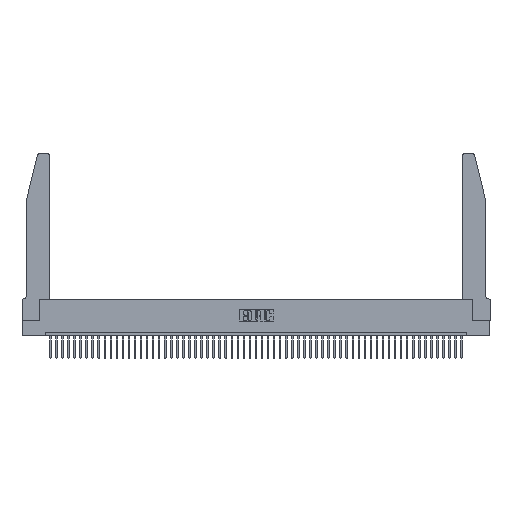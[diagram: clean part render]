
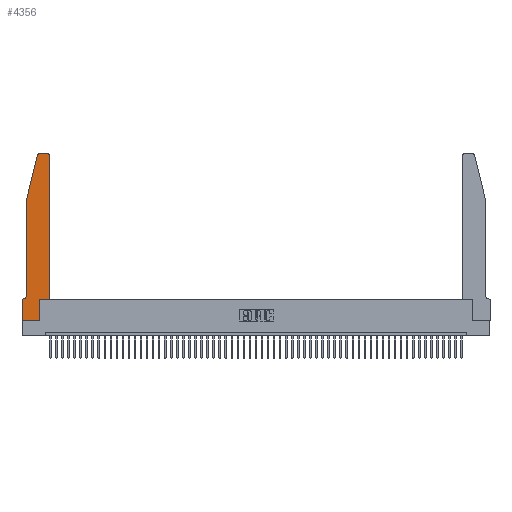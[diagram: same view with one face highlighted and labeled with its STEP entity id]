
A CAD part, top view. The second image highlights one B-rep face of the part: STEP entity #4356.
In plain terms, the highlighted planar face has unit normal (0, 0, 1).
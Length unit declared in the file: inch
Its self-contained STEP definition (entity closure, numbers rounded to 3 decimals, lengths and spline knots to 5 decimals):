
#16 = DIRECTION ( 'NONE',  ( 0., -1., 0. ) ) ;
#44 = VERTEX_POINT ( 'NONE', #3230 ) ;
#458 = CARTESIAN_POINT ( 'NONE',  ( 0.284, 2.72, 0.37 ) ) ;
#555 = DIRECTION ( 'NONE',  ( -1., 0., 0. ) ) ;
#1898 = DIRECTION ( 'NONE',  ( 0., 0., 1. ) ) ;
#3230 = CARTESIAN_POINT ( 'NONE',  ( 0.0755, 0.42, 0.37 ) ) ;
#3314 = CARTESIAN_POINT ( 'NONE',  ( 0.0055, 0.35, 0.37 ) ) ;
#3477 = CARTESIAN_POINT ( 'NONE',  ( 0.0755, 0.35, 0.37 ) ) ;
#3679 = VERTEX_POINT ( 'NONE', #51658 ) ;
#4116 = ORIENTED_EDGE ( 'NONE', *, *, #26203, .T. ) ;
#4356 = ADVANCED_FACE ( 'NONE', ( #37256 ), #43091, .T. ) ;
#4615 = VERTEX_POINT ( 'NONE', #3314 ) ;
#4718 = DIRECTION ( 'NONE',  ( 0., -1., 0. ) ) ;
#4798 = ORIENTED_EDGE ( 'NONE', *, *, #51600, .T. ) ;
#5116 = CARTESIAN_POINT ( 'NONE',  ( 0.4505, 0.35, 0.37 ) ) ;
#6032 = EDGE_LOOP ( 'NONE', ( #35993, #8609, #14908, #46324, #4798, #4116, #30057, #29833, #19787, #49365, #36271, #6952 ) ) ;
#6952 = ORIENTED_EDGE ( 'NONE', *, *, #51674, .T. ) ;
#7096 = DIRECTION ( 'NONE',  ( 0., 1., 0. ) ) ;
#7754 = DIRECTION ( 'NONE',  ( 0., 0., 1. ) ) ;
#8609 = ORIENTED_EDGE ( 'NONE', *, *, #36531, .T. ) ;
#8807 = CARTESIAN_POINT ( 'NONE',  ( 0.2865, 0.35, 0.37 ) ) ;
#10197 = AXIS2_PLACEMENT_3D ( 'NONE', #18524, #1898, #21967 ) ;
#12394 = VECTOR ( 'NONE', #16, 39.37008 ) ;
#13163 = DIRECTION ( 'NONE',  ( 1., 0., 0. ) ) ;
#13603 = CIRCLE ( 'NONE', #36134, 0.03 ) ;
#14387 = VECTOR ( 'NONE', #555, 39.37008 ) ;
#14872 = VERTEX_POINT ( 'NONE', #29519 ) ;
#14908 = ORIENTED_EDGE ( 'NONE', *, *, #23073, .T. ) ;
#17801 = CARTESIAN_POINT ( 'NONE',  ( 0.0755, 2., 0.37 ) ) ;
#18401 = AXIS2_PLACEMENT_3D ( 'NONE', #36044, #7754, #36398 ) ;
#18524 = CARTESIAN_POINT ( 'NONE',  ( 0., 0.35, 0.37 ) ) ;
#18721 = CARTESIAN_POINT ( 'NONE',  ( 0., 0., 0.37 ) ) ;
#19787 = ORIENTED_EDGE ( 'NONE', *, *, #41332, .T. ) ;
#20998 = VECTOR ( 'NONE', #46627, 39.37008 ) ;
#21877 = LINE ( 'NONE', #5116, #50688 ) ;
#21967 = DIRECTION ( 'NONE',  ( 1., 0., 0. ) ) ;
#22343 = VECTOR ( 'NONE', #50419, 39.37008 ) ;
#22522 = CIRCLE ( 'NONE', #18401, 0.03 ) ;
#22753 = VERTEX_POINT ( 'NONE', #18721 ) ;
#23073 = EDGE_CURVE ( 'NONE', #33073, #51261, #49296, .T. ) ;
#24059 = DIRECTION ( 'NONE',  ( 0., 0., -1. ) ) ;
#24966 = CARTESIAN_POINT ( 'NONE',  ( 0.0755, 2., 0.37 ) ) ;
#25131 = CARTESIAN_POINT ( 'NONE',  ( 0., 0.35, 0.37 ) ) ;
#25889 = CARTESIAN_POINT ( 'NONE',  ( 0.0755, 2., 0.37 ) ) ;
#25994 = CARTESIAN_POINT ( 'NONE',  ( 0.4505, 0.35, 0.37 ) ) ;
#26203 = EDGE_CURVE ( 'NONE', #4615, #44209, #45108, .T. ) ;
#26413 = CARTESIAN_POINT ( 'NONE',  ( 0.25487, 2.72718, 0.37 ) ) ;
#27840 = CARTESIAN_POINT ( 'NONE',  ( 0.0055, 0.42, 0.37 ) ) ;
#28012 = CARTESIAN_POINT ( 'NONE',  ( 0.284, 2.75, 0.37 ) ) ;
#28060 = DIRECTION ( 'NONE',  ( 1., 0., 0. ) ) ;
#28905 = VERTEX_POINT ( 'NONE', #28012 ) ;
#29265 = VERTEX_POINT ( 'NONE', #8807 ) ;
#29369 = VECTOR ( 'NONE', #28060, 39.37008 ) ;
#29519 = CARTESIAN_POINT ( 'NONE',  ( 0.4505, 0.35, 0.37 ) ) ;
#29751 = EDGE_CURVE ( 'NONE', #3679, #28905, #51570, .T. ) ;
#29833 = ORIENTED_EDGE ( 'NONE', *, *, #43380, .T. ) ;
#30057 = ORIENTED_EDGE ( 'NONE', *, *, #35728, .T. ) ;
#31624 = CARTESIAN_POINT ( 'NONE',  ( 0.2865, 0.35, 0.37 ) ) ;
#31857 = LINE ( 'NONE', #25994, #20998 ) ;
#32093 = DIRECTION ( 'NONE',  ( -1., 0., 0. ) ) ;
#33073 = VERTEX_POINT ( 'NONE', #26413 ) ;
#33214 = LINE ( 'NONE', #48861, #29369 ) ;
#33370 = EDGE_CURVE ( 'NONE', #51261, #44, #42224, .T. ) ;
#34114 = VERTEX_POINT ( 'NONE', #49963 ) ;
#34142 = VECTOR ( 'NONE', #32093, 39.37008 ) ;
#35728 = EDGE_CURVE ( 'NONE', #44209, #22753, #39331, .T. ) ;
#35993 = ORIENTED_EDGE ( 'NONE', *, *, #29751, .T. ) ;
#36044 = CARTESIAN_POINT ( 'NONE',  ( 0.4205, 2.72, 0.37 ) ) ;
#36134 = AXIS2_PLACEMENT_3D ( 'NONE', #458, #41644, #45793 ) ;
#36271 = ORIENTED_EDGE ( 'NONE', *, *, #44310, .T. ) ;
#36398 = DIRECTION ( 'NONE',  ( 1., 0., 0. ) ) ;
#36531 = EDGE_CURVE ( 'NONE', #28905, #33073, #13603, .T. ) ;
#36988 = CARTESIAN_POINT ( 'NONE',  ( 0.2865, 0., 0.37 ) ) ;
#37256 = FACE_OUTER_BOUND ( 'NONE', #6032, .T. ) ;
#37812 = VERTEX_POINT ( 'NONE', #36988 ) ;
#37947 = EDGE_CURVE ( 'NONE', #29265, #14872, #21877, .T. ) ;
#39331 = LINE ( 'NONE', #52839, #12394 ) ;
#41332 = EDGE_CURVE ( 'NONE', #37812, #29265, #46913, .T. ) ;
#41644 = DIRECTION ( 'NONE',  ( 0., 0., 1. ) ) ;
#42224 = LINE ( 'NONE', #24966, #46697 ) ;
#43091 = PLANE ( 'NONE',  #10197 ) ;
#43380 = EDGE_CURVE ( 'NONE', #22753, #37812, #33214, .T. ) ;
#44209 = VERTEX_POINT ( 'NONE', #25131 ) ;
#44310 = EDGE_CURVE ( 'NONE', #14872, #34114, #31857, .T. ) ;
#45108 = LINE ( 'NONE', #3477, #34142 ) ;
#45793 = DIRECTION ( 'NONE',  ( 1., 0., 0. ) ) ;
#46324 = ORIENTED_EDGE ( 'NONE', *, *, #33370, .T. ) ;
#46627 = DIRECTION ( 'NONE',  ( 0., 1., 0. ) ) ;
#46697 = VECTOR ( 'NONE', #4718, 39.37008 ) ;
#46913 = LINE ( 'NONE', #31624, #48191 ) ;
#47944 = AXIS2_PLACEMENT_3D ( 'NONE', #27840, #24059, #52543 ) ;
#48191 = VECTOR ( 'NONE', #7096, 39.37008 ) ;
#48861 = CARTESIAN_POINT ( 'NONE',  ( 0., 0., 0.37 ) ) ;
#49296 = LINE ( 'NONE', #17801, #22343 ) ;
#49365 = ORIENTED_EDGE ( 'NONE', *, *, #37947, .T. ) ;
#49789 = CARTESIAN_POINT ( 'NONE',  ( 0.2605, 2.75, 0.37 ) ) ;
#49963 = CARTESIAN_POINT ( 'NONE',  ( 0.4505, 2.72, 0.37 ) ) ;
#50419 = DIRECTION ( 'NONE',  ( -0.239, -0.971, 0. ) ) ;
#50688 = VECTOR ( 'NONE', #13163, 39.37008 ) ;
#50732 = CIRCLE ( 'NONE', #47944, 0.07 ) ;
#51261 = VERTEX_POINT ( 'NONE', #25889 ) ;
#51570 = LINE ( 'NONE', #49789, #14387 ) ;
#51600 = EDGE_CURVE ( 'NONE', #44, #4615, #50732, .T. ) ;
#51658 = CARTESIAN_POINT ( 'NONE',  ( 0.4205, 2.75, 0.37 ) ) ;
#51674 = EDGE_CURVE ( 'NONE', #34114, #3679, #22522, .T. ) ;
#52543 = DIRECTION ( 'NONE',  ( -1., 0., 0. ) ) ;
#52839 = CARTESIAN_POINT ( 'NONE',  ( 0., 0., 0.37 ) ) ;
